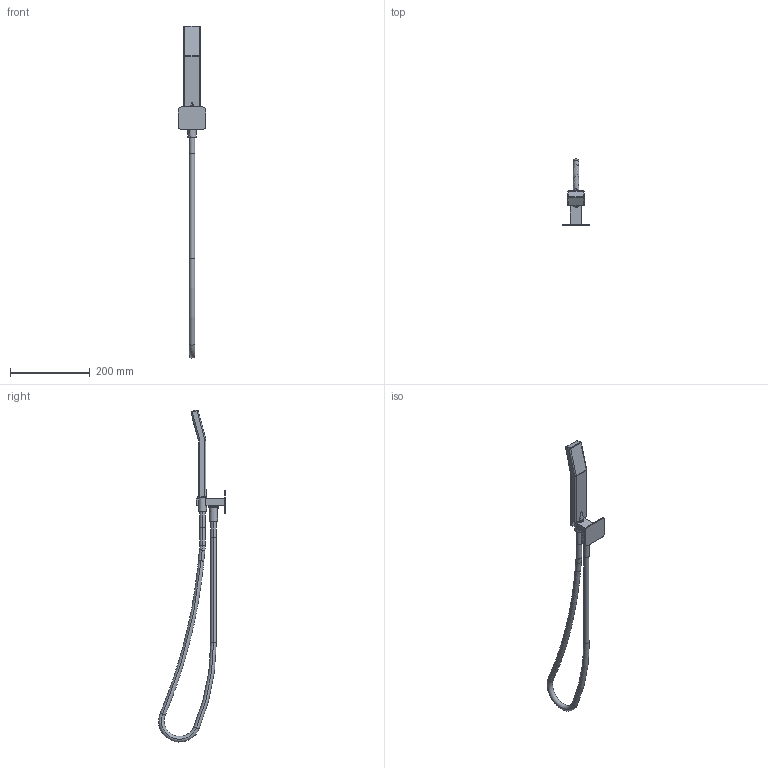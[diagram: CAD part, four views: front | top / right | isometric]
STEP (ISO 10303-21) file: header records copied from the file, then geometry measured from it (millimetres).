
FILE_DESCRIPTION(('CATIA V5 STEP Exchange'),'2;1');
FILE_NAME('KA003030 x rendering.stp','2018-02-15T09:32:40+00:00',('none'),('none'),'Version 5-6 Release 2013','CATIA V5 STEP AP203','none');
FILE_SCHEMA(('CONFIG_CONTROL_DESIGN'));
Length unit declared in the file: millimetre
Products named in the file (1): PR.0301.12_AllCATPart
Bounding box: 70 x 168.06 x 833.85 mm (x, y, z)
Volume: 392740.3 mm3; surface area: 117553.9 mm2
Topology: 2 solids, 4 shells, 1154 faces, 2676 edges, 1506 vertices
Faces by surface type: plane 490, cylinder 462, sphere 160, torus 15, cone 15, bspline 6, revolution 6
Entity records: 29049 total; most frequent: CARTESIAN_POINT 5513, ORIENTED_EDGE 5032, DIRECTION 4079, EDGE_CURVE 2516, AXIS2_PLACEMENT_3D 1777, VECTOR 1507, LINE 1507, VERTEX_POINT 1506
